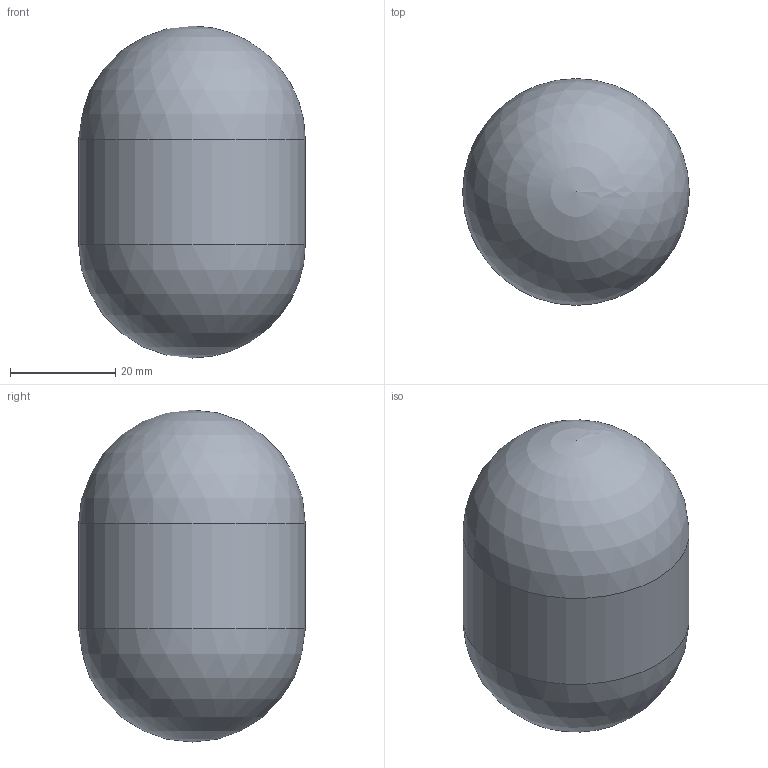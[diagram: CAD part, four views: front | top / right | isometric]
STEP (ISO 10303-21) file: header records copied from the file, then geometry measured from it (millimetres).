
FILE_DESCRIPTION(('Open CASCADE Model'),'2;1');
FILE_NAME('Open CASCADE Shape Model','2024-05-11T10:09:11',('Author'),( 'Open CASCADE'),'Open CASCADE STEP processor 7.7','Open CASCADE 7.7' ,'Unknown');
FILE_SCHEMA(('AUTOMOTIVE_DESIGN { 1 0 10303 214 1 1 1 1 }'));
Length unit declared in the file: millimetre
Products named in the file (1): Open CASCADE STEP translator 7.7 5
Bounding box: 43 x 43 x 63 mm (x, y, z)
Volume: 70673.8 mm3; surface area: 8510.6 mm2
Topology: 1 solids, 1 shells, 3 faces, 7 edges, 4 vertices
Faces by surface type: sphere 2, cylinder 1
Full cylindrical faces by diameter (mm): 43 x1
Entity records: 154 total; most frequent: DIRECTION 27, CARTESIAN_POINT 23, LINE 11, VECTOR 11, ORIENTED_EDGE 10, PCURVE 10, DEFINITIONAL_REPRESENTATION 10, AXIS2_PLACEMENT_3D 8
